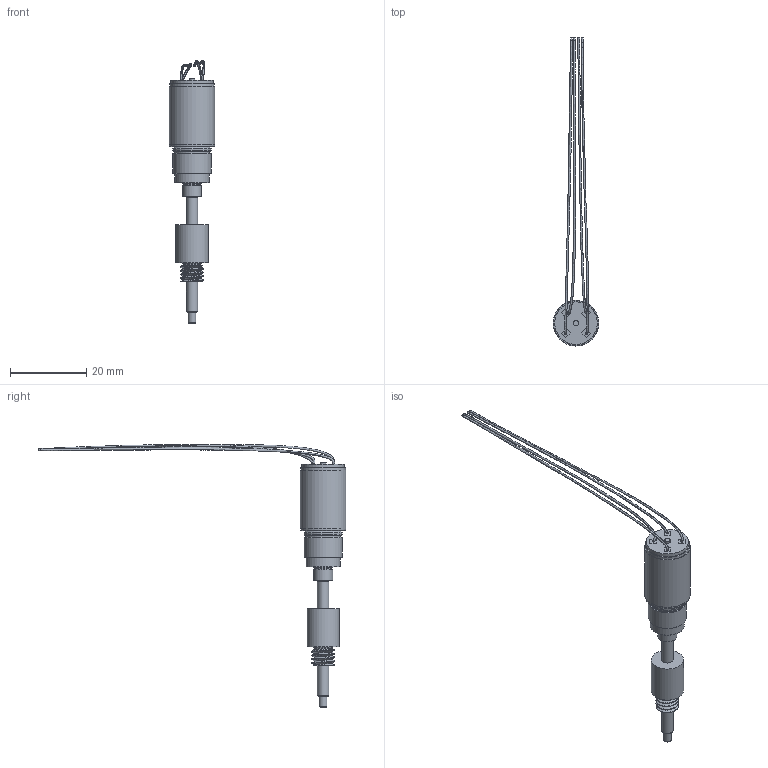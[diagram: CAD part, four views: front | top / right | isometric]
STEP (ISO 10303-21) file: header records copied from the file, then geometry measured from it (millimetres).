
FILE_DESCRIPTION(/* description */ (''),/* implementation_level */ '2;1');
FILE_NAME(/* name */ 'model_product_id231.stp',/* time_stamp */ '2019-10-10T13:27:21+02:00',/* author */ ('SD'),/* organization */ ('Micromotion GmbH Germany'),/* preprocessor_version */ 'ST-DEVELOPER v17.2',/* originating_system */ 'Autodesk Inventor 2019',/* authorisation */ '');
FILE_SCHEMA (('AUTOMOTIVE_DESIGN { 1 0 10303 214 3 1 1 }'));
Length unit declared in the file: millimetre
Products named in the file (1): model_product_id231
Bounding box: 12 x 81 x 69.15 mm (x, y, z)
Volume: 3587.5 mm3; surface area: 2431.6 mm2
Topology: 1 solids, 1 shells, 103 faces, 241 edges, 165 vertices
Faces by surface type: plane 49, cylinder 27, cone 11, bspline 10, torus 6
Full cylindrical faces by diameter (mm): 0.5 x3, 1.5 x1, 2 x1, 2.7 x1, 3 x2, 4.5 x1, 4.7 x1, 5 x2, 6 x4, 8.5 x1, 9 x1, 9.1 x1, 10 x2, 11.2 x1, 11.8 x1, 11.9 x1, 12 x1
Entity records: 6283 total; most frequent: CARTESIAN_POINT 3660, DIRECTION 501, ORIENTED_EDGE 482, EDGE_CURVE 241, AXIS2_PLACEMENT_3D 206, VERTEX_POINT 165, EDGE_LOOP 128, CIRCLE 112
